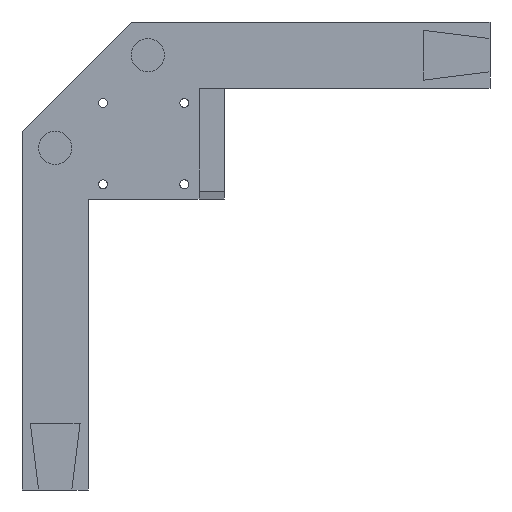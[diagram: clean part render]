
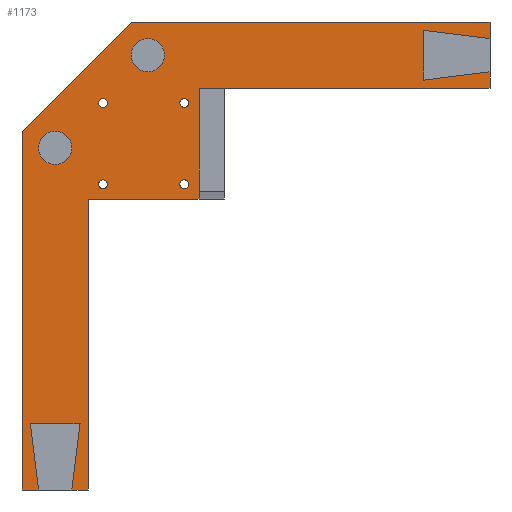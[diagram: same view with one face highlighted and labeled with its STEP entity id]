
A CAD part, front view. The second image highlights one B-rep face of the part: STEP entity #1173.
In plain terms, the highlighted planar face has unit normal (0, -1, 0).
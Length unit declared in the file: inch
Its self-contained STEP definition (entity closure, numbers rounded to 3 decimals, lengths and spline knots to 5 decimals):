
#25=FACE_BOUND('',#179,.T.);
#26=FACE_BOUND('',#180,.T.);
#27=FACE_BOUND('',#181,.T.);
#28=FACE_BOUND('',#182,.T.);
#29=FACE_BOUND('',#183,.T.);
#30=FACE_BOUND('',#184,.T.);
#58=PLANE('',#1269);
#108=FACE_OUTER_BOUND('',#178,.T.);
#178=EDGE_LOOP('',(#927,#928,#929,#930,#931,#932,#933,#934,#935,#936,#937,
#938,#939,#940,#941,#942,#943,#944));
#179=EDGE_LOOP('',(#945));
#180=EDGE_LOOP('',(#946));
#181=EDGE_LOOP('',(#947));
#182=EDGE_LOOP('',(#948));
#183=EDGE_LOOP('',(#949));
#184=EDGE_LOOP('',(#950));
#244=LINE('',#1691,#385);
#253=LINE('',#1711,#394);
#268=LINE('',#1749,#409);
#289=LINE('',#1793,#430);
#291=LINE('',#1797,#432);
#293=LINE('',#1801,#434);
#295=LINE('',#1804,#436);
#296=LINE('',#1806,#437);
#298=LINE('',#1810,#439);
#299=LINE('',#1812,#440);
#300=LINE('',#1814,#441);
#301=LINE('',#1816,#442);
#302=LINE('',#1818,#443);
#303=LINE('',#1820,#444);
#304=LINE('',#1822,#445);
#305=LINE('',#1824,#446);
#306=LINE('',#1825,#447);
#307=LINE('',#1826,#448);
#385=VECTOR('',#1373,0.3937);
#394=VECTOR('',#1386,0.3937);
#409=VECTOR('',#1417,0.3937);
#430=VECTOR('',#1452,0.3937);
#432=VECTOR('',#1456,0.3937);
#434=VECTOR('',#1460,0.3937);
#436=VECTOR('',#1464,0.3937);
#437=VECTOR('',#1465,0.3937);
#439=VECTOR('',#1469,0.3937);
#440=VECTOR('',#1470,0.3937);
#441=VECTOR('',#1471,0.3937);
#442=VECTOR('',#1472,0.3937);
#443=VECTOR('',#1473,0.3937);
#444=VECTOR('',#1474,0.3937);
#445=VECTOR('',#1475,0.3937);
#446=VECTOR('',#1476,0.3937);
#447=VECTOR('',#1477,0.3937);
#448=VECTOR('',#1478,0.3937);
#507=CIRCLE('',#1232,0.25);
#509=CIRCLE('',#1236,0.25);
#521=CIRCLE('',#1270,0.0689);
#522=CIRCLE('',#1271,0.0689);
#523=CIRCLE('',#1272,0.0689);
#524=CIRCLE('',#1273,0.0689);
#532=VERTEX_POINT('',#1631);
#534=VERTEX_POINT('',#1638);
#554=VERTEX_POINT('',#1688);
#555=VERTEX_POINT('',#1690);
#563=VERTEX_POINT('',#1709);
#564=VERTEX_POINT('',#1710);
#579=VERTEX_POINT('',#1747);
#594=VERTEX_POINT('',#1790);
#595=VERTEX_POINT('',#1792);
#596=VERTEX_POINT('',#1796);
#597=VERTEX_POINT('',#1800);
#598=VERTEX_POINT('',#1805);
#599=VERTEX_POINT('',#1809);
#600=VERTEX_POINT('',#1811);
#601=VERTEX_POINT('',#1813);
#602=VERTEX_POINT('',#1815);
#603=VERTEX_POINT('',#1817);
#604=VERTEX_POINT('',#1819);
#605=VERTEX_POINT('',#1821);
#606=VERTEX_POINT('',#1823);
#607=VERTEX_POINT('',#1827);
#608=VERTEX_POINT('',#1829);
#609=VERTEX_POINT('',#1831);
#610=VERTEX_POINT('',#1833);
#639=EDGE_CURVE('',#532,#532,#507,.T.);
#642=EDGE_CURVE('',#534,#534,#509,.T.);
#667=EDGE_CURVE('',#554,#555,#244,.T.);
#676=EDGE_CURVE('',#563,#564,#253,.T.);
#696=EDGE_CURVE('',#579,#563,#268,.T.);
#717=EDGE_CURVE('',#594,#595,#289,.T.);
#719=EDGE_CURVE('',#595,#596,#291,.T.);
#721=EDGE_CURVE('',#596,#597,#293,.T.);
#723=EDGE_CURVE('',#555,#594,#295,.T.);
#724=EDGE_CURVE('',#597,#598,#296,.T.);
#726=EDGE_CURVE('',#599,#554,#298,.T.);
#727=EDGE_CURVE('',#600,#599,#299,.T.);
#728=EDGE_CURVE('',#601,#600,#300,.T.);
#729=EDGE_CURVE('',#602,#601,#301,.T.);
#730=EDGE_CURVE('',#603,#602,#302,.T.);
#731=EDGE_CURVE('',#604,#603,#303,.T.);
#732=EDGE_CURVE('',#605,#604,#304,.T.);
#733=EDGE_CURVE('',#606,#605,#305,.T.);
#734=EDGE_CURVE('',#564,#606,#306,.T.);
#735=EDGE_CURVE('',#598,#579,#307,.T.);
#736=EDGE_CURVE('',#607,#607,#521,.T.);
#737=EDGE_CURVE('',#608,#608,#522,.T.);
#738=EDGE_CURVE('',#609,#609,#523,.T.);
#739=EDGE_CURVE('',#610,#610,#524,.T.);
#927=ORIENTED_EDGE('',*,*,#717,.F.);
#928=ORIENTED_EDGE('',*,*,#723,.F.);
#929=ORIENTED_EDGE('',*,*,#667,.F.);
#930=ORIENTED_EDGE('',*,*,#726,.F.);
#931=ORIENTED_EDGE('',*,*,#727,.F.);
#932=ORIENTED_EDGE('',*,*,#728,.F.);
#933=ORIENTED_EDGE('',*,*,#729,.F.);
#934=ORIENTED_EDGE('',*,*,#730,.F.);
#935=ORIENTED_EDGE('',*,*,#731,.F.);
#936=ORIENTED_EDGE('',*,*,#732,.F.);
#937=ORIENTED_EDGE('',*,*,#733,.F.);
#938=ORIENTED_EDGE('',*,*,#734,.F.);
#939=ORIENTED_EDGE('',*,*,#676,.F.);
#940=ORIENTED_EDGE('',*,*,#696,.F.);
#941=ORIENTED_EDGE('',*,*,#735,.F.);
#942=ORIENTED_EDGE('',*,*,#724,.F.);
#943=ORIENTED_EDGE('',*,*,#721,.F.);
#944=ORIENTED_EDGE('',*,*,#719,.F.);
#945=ORIENTED_EDGE('',*,*,#639,.T.);
#946=ORIENTED_EDGE('',*,*,#642,.T.);
#947=ORIENTED_EDGE('',*,*,#736,.F.);
#948=ORIENTED_EDGE('',*,*,#737,.F.);
#949=ORIENTED_EDGE('',*,*,#738,.F.);
#950=ORIENTED_EDGE('',*,*,#739,.F.);
#1173=ADVANCED_FACE('',(#108,#25,#26,#27,#28,#29,#30),#58,.F.);
#1232=AXIS2_PLACEMENT_3D('',#1632,#1320,#1321);
#1236=AXIS2_PLACEMENT_3D('',#1639,#1329,#1330);
#1269=AXIS2_PLACEMENT_3D('',#1808,#1467,#1468);
#1270=AXIS2_PLACEMENT_3D('',#1828,#1479,#1480);
#1271=AXIS2_PLACEMENT_3D('',#1830,#1481,#1482);
#1272=AXIS2_PLACEMENT_3D('',#1832,#1483,#1484);
#1273=AXIS2_PLACEMENT_3D('',#1834,#1485,#1486);
#1320=DIRECTION('center_axis',(0.,1.,0.));
#1321=DIRECTION('ref_axis',(1.,0.,0.));
#1329=DIRECTION('center_axis',(0.,1.,0.));
#1330=DIRECTION('ref_axis',(1.,0.,0.));
#1373=DIRECTION('',(1.,0.,0.));
#1386=DIRECTION('',(0.,0.,-1.));
#1417=DIRECTION('',(0.,0.,-1.));
#1452=DIRECTION('',(-0.992,0.,0.123));
#1456=DIRECTION('',(0.,0.,-1.));
#1460=DIRECTION('',(0.992,0.,0.125));
#1464=DIRECTION('',(0.,0.,-1.));
#1465=DIRECTION('',(0.,0.,-1.));
#1467=DIRECTION('center_axis',(0.,1.,0.));
#1468=DIRECTION('ref_axis',(0.,0.,1.));
#1469=DIRECTION('',(0.707,0.,0.707));
#1470=DIRECTION('',(0.,0.,1.));
#1471=DIRECTION('',(-1.,0.,0.));
#1472=DIRECTION('',(0.124,0.,-0.992));
#1473=DIRECTION('',(-1.,0.,0.));
#1474=DIRECTION('',(0.124,0.,0.992));
#1475=DIRECTION('',(-1.,0.,0.));
#1476=DIRECTION('',(0.,0.,-1.));
#1477=DIRECTION('',(-1.,0.,0.));
#1478=DIRECTION('',(-1.,0.,0.));
#1479=DIRECTION('center_axis',(0.,-1.,0.));
#1480=DIRECTION('ref_axis',(-1.,0.,0.));
#1481=DIRECTION('center_axis',(0.,-1.,0.));
#1482=DIRECTION('ref_axis',(-1.,0.,0.));
#1483=DIRECTION('center_axis',(0.,-1.,0.));
#1484=DIRECTION('ref_axis',(-1.,0.,0.));
#1485=DIRECTION('center_axis',(0.,-1.,0.));
#1486=DIRECTION('ref_axis',(-1.,0.,0.));
#1631=CARTESIAN_POINT('',(-2.41535,-1.,0.76891));
#1632=CARTESIAN_POINT('Origin',(-2.16535,-1.,0.76891));
#1638=CARTESIAN_POINT('',(-1.01891,-1.,2.16535));
#1639=CARTESIAN_POINT('Origin',(-0.76891,-1.,2.16535));
#1688=CARTESIAN_POINT('',(-1.01891,-1.,2.66535));
#1690=CARTESIAN_POINT('',(4.38189,-1.,2.66535));
#1691=CARTESIAN_POINT('',(-1.01891,-1.,2.66535));
#1709=CARTESIAN_POINT('',(0.,-1.,0.11811));
#1710=CARTESIAN_POINT('',(0.,-1.,0.));
#1711=CARTESIAN_POINT('',(0.,-1.,1.66535));
#1747=CARTESIAN_POINT('',(0.,-1.,1.66535));
#1749=CARTESIAN_POINT('',(0.,-1.,1.66535));
#1790=CARTESIAN_POINT('',(4.38189,-1.,2.41537));
#1792=CARTESIAN_POINT('',(3.38189,-1.,2.53981));
#1793=CARTESIAN_POINT('',(2.34752,-1.,2.66853));
#1796=CARTESIAN_POINT('',(3.38189,-1.,1.78981));
#1797=CARTESIAN_POINT('',(3.38189,-1.,0.46577));
#1800=CARTESIAN_POINT('',(4.38189,-1.,1.91535));
#1801=CARTESIAN_POINT('',(2.47601,-1.,1.67608));
#1804=CARTESIAN_POINT('',(4.38189,-1.,2.66535));
#1805=CARTESIAN_POINT('',(4.38189,-1.,1.66535));
#1806=CARTESIAN_POINT('',(4.38189,-1.,2.66535));
#1808=CARTESIAN_POINT('Origin',(0.85827,-1.,-0.85827));
#1809=CARTESIAN_POINT('',(-2.66535,-1.,1.01891));
#1810=CARTESIAN_POINT('',(-2.66535,-1.,1.01891));
#1811=CARTESIAN_POINT('',(-2.66535,-1.,-4.38189));
#1812=CARTESIAN_POINT('',(-2.66535,-1.,-4.38189));
#1813=CARTESIAN_POINT('',(-2.41535,-1.,-4.38189));
#1814=CARTESIAN_POINT('',(-1.66535,-1.,-4.38189));
#1815=CARTESIAN_POINT('',(-2.54035,-1.,-3.38189));
#1816=CARTESIAN_POINT('',(-2.60701,-1.,-2.84864));
#1817=CARTESIAN_POINT('',(-1.79035,-1.,-3.38189));
#1818=CARTESIAN_POINT('',(-0.84104,-1.,-3.38189));
#1819=CARTESIAN_POINT('',(-1.91535,-1.,-4.38189));
#1820=CARTESIAN_POINT('',(-1.61468,-1.,-1.9765));
#1821=CARTESIAN_POINT('',(-1.66535,-1.,-4.38189));
#1822=CARTESIAN_POINT('',(-1.66535,-1.,-4.38189));
#1823=CARTESIAN_POINT('',(-1.66535,-1.,0.));
#1824=CARTESIAN_POINT('',(-1.66535,-1.,1.66535));
#1825=CARTESIAN_POINT('',(0.,-1.,0.));
#1826=CARTESIAN_POINT('',(4.38189,-1.,1.66535));
#1827=CARTESIAN_POINT('',(-1.37646,-1.,0.22));
#1828=CARTESIAN_POINT('Origin',(-1.44535,-1.,0.22));
#1829=CARTESIAN_POINT('',(-1.37646,-1.,1.44535));
#1830=CARTESIAN_POINT('Origin',(-1.44535,-1.,1.44535));
#1831=CARTESIAN_POINT('',(-0.1511,-1.,1.44535));
#1832=CARTESIAN_POINT('Origin',(-0.22,-1.,1.44535));
#1833=CARTESIAN_POINT('',(-0.1511,-1.,0.22));
#1834=CARTESIAN_POINT('Origin',(-0.22,-1.,0.22));
